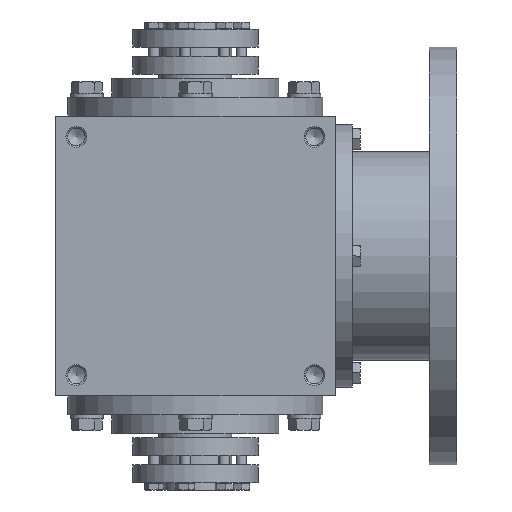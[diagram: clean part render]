
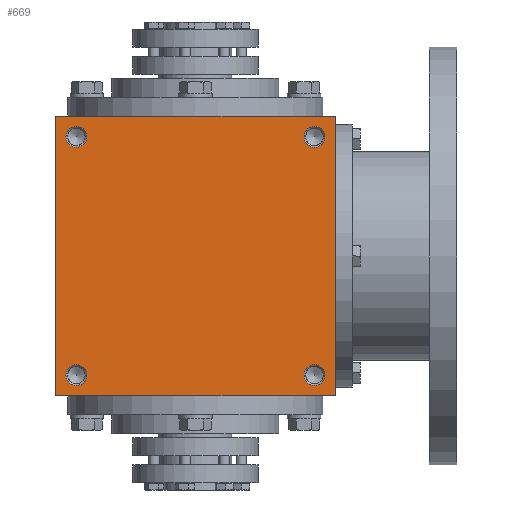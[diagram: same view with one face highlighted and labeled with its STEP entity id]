
A CAD part, front view. The second image highlights one B-rep face of the part: STEP entity #669.
In plain terms, the highlighted planar face has unit normal (0, -1, 0).
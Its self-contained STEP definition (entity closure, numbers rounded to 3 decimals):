
#669 = ADVANCED_FACE( '', ( #1479, #1480, #1481, #1482, #1483 ), #1484, .F. );
#1479 = FACE_BOUND( '', #2621, .T. );
#1480 = FACE_BOUND( '', #2622, .T. );
#1481 = FACE_BOUND( '', #2623, .T. );
#1482 = FACE_BOUND( '', #2624, .T. );
#1483 = FACE_OUTER_BOUND( '', #2625, .T. );
#1484 = PLANE( '', #2626 );
#2621 = EDGE_LOOP( '', ( #4065 ) );
#2622 = EDGE_LOOP( '', ( #4066 ) );
#2623 = EDGE_LOOP( '', ( #4067 ) );
#2624 = EDGE_LOOP( '', ( #4068 ) );
#2625 = EDGE_LOOP( '', ( #4069, #4070, #4071, #4072 ) );
#2626 = AXIS2_PLACEMENT_3D( '', #4073, #4074, #4075 );
#4065 = ORIENTED_EDGE( '', *, *, #6138, .T. );
#4066 = ORIENTED_EDGE( '', *, *, #6139, .T. );
#4067 = ORIENTED_EDGE( '', *, *, #6140, .F. );
#4068 = ORIENTED_EDGE( '', *, *, #6141, .F. );
#4069 = ORIENTED_EDGE( '', *, *, #6142, .T. );
#4070 = ORIENTED_EDGE( '', *, *, #6143, .F. );
#4071 = ORIENTED_EDGE( '', *, *, #6144, .F. );
#4072 = ORIENTED_EDGE( '', *, *, #5853, .T. );
#4073 = CARTESIAN_POINT( '', ( -67., -67., 67. ) );
#4074 = DIRECTION( '', ( 0., 1., 0. ) );
#4075 = DIRECTION( '', ( 0., 0., 1. ) );
#5853 = EDGE_CURVE( '', #6765, #6763, #6766, .T. );
#6138 = EDGE_CURVE( '', #7225, #7225, #7226, .T. );
#6139 = EDGE_CURVE( '', #7227, #7227, #7228, .T. );
#6140 = EDGE_CURVE( '', #7229, #7229, #7230, .T. );
#6141 = EDGE_CURVE( '', #7231, #7231, #7232, .T. );
#6142 = EDGE_CURVE( '', #6763, #7233, #7234, .T. );
#6143 = EDGE_CURVE( '', #7235, #7233, #7236, .T. );
#6144 = EDGE_CURVE( '', #6765, #7235, #7237, .T. );
#6763 = VERTEX_POINT( '', #8082 );
#6765 = VERTEX_POINT( '', #8085 );
#6766 = LINE( '', #8086, #8087 );
#7225 = VERTEX_POINT( '', #8778 );
#7226 = CIRCLE( '', #8779, 5. );
#7227 = VERTEX_POINT( '', #8780 );
#7228 = CIRCLE( '', #8781, 5. );
#7229 = VERTEX_POINT( '', #8782 );
#7230 = CIRCLE( '', #8783, 5. );
#7231 = VERTEX_POINT( '', #8784 );
#7232 = CIRCLE( '', #8785, 5. );
#7233 = VERTEX_POINT( '', #8786 );
#7234 = LINE( '', #8787, #8788 );
#7235 = VERTEX_POINT( '', #8789 );
#7236 = LINE( '', #8790, #8791 );
#7237 = LINE( '', #8792, #8793 );
#8082 = CARTESIAN_POINT( '', ( -67., -67., -67. ) );
#8085 = CARTESIAN_POINT( '', ( -67., -67., 67. ) );
#8086 = CARTESIAN_POINT( '', ( -67., -67., 67. ) );
#8087 = VECTOR( '', #9828, 1000. );
#8778 = CARTESIAN_POINT( '', ( -57., -67., -52. ) );
#8779 = AXIS2_PLACEMENT_3D( '', #10239, #10240, #10241 );
#8780 = CARTESIAN_POINT( '', ( -57., -67., 62. ) );
#8781 = AXIS2_PLACEMENT_3D( '', #10242, #10243, #10244 );
#8782 = CARTESIAN_POINT( '', ( 57., -67., -62. ) );
#8783 = AXIS2_PLACEMENT_3D( '', #10245, #10246, #10247 );
#8784 = CARTESIAN_POINT( '', ( 57., -67., 52. ) );
#8785 = AXIS2_PLACEMENT_3D( '', #10248, #10249, #10250 );
#8786 = CARTESIAN_POINT( '', ( 67., -67., -67. ) );
#8787 = CARTESIAN_POINT( '', ( -67., -67., -67. ) );
#8788 = VECTOR( '', #10251, 1000. );
#8789 = CARTESIAN_POINT( '', ( 67., -67., 67. ) );
#8790 = CARTESIAN_POINT( '', ( 67., -67., 67. ) );
#8791 = VECTOR( '', #10252, 1000. );
#8792 = CARTESIAN_POINT( '', ( -67., -67., 67. ) );
#8793 = VECTOR( '', #10253, 1000. );
#9828 = DIRECTION( '', ( 0., 0., -1. ) );
#10239 = CARTESIAN_POINT( '', ( -57., -67., -57. ) );
#10240 = DIRECTION( '', ( 0., 1., 0. ) );
#10241 = DIRECTION( '', ( 0., 0., 1. ) );
#10242 = CARTESIAN_POINT( '', ( -57., -67., 57. ) );
#10243 = DIRECTION( '', ( 0., 1., 0. ) );
#10244 = DIRECTION( '', ( 0., 0., 1. ) );
#10245 = CARTESIAN_POINT( '', ( 57., -67., -57. ) );
#10246 = DIRECTION( '', ( 0., -1., 0. ) );
#10247 = DIRECTION( '', ( 0., 0., -1. ) );
#10248 = CARTESIAN_POINT( '', ( 57., -67., 57. ) );
#10249 = DIRECTION( '', ( 0., -1., 0. ) );
#10250 = DIRECTION( '', ( 0., 0., -1. ) );
#10251 = DIRECTION( '', ( 1., 0., 0. ) );
#10252 = DIRECTION( '', ( 0., 0., -1. ) );
#10253 = DIRECTION( '', ( 1., 0., 0. ) );
